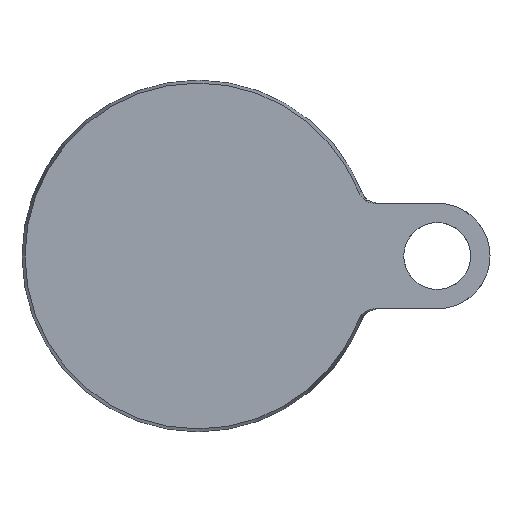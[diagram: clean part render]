
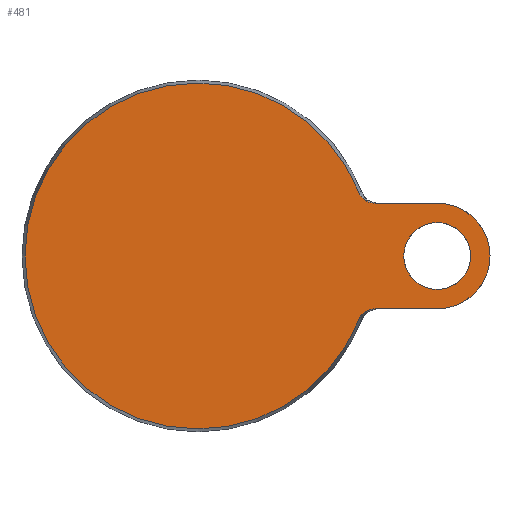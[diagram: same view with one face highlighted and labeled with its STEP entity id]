
A CAD part, front view. The second image highlights one B-rep face of the part: STEP entity #481.
In plain terms, the highlighted planar face has unit normal (0, -1, 0).
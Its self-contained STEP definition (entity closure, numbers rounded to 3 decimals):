
#6 = EDGE_CURVE ( 'NONE', #1031, #1280, #1062, .T. ) ;
#33 = AXIS2_PLACEMENT_3D ( 'NONE', #552, #656, #257 ) ;
#64 = CIRCLE ( 'NONE', #444, 15. ) ;
#68 = CARTESIAN_POINT ( 'NONE',  ( 49.862, 0., -15.019 ) ) ;
#82 = CARTESIAN_POINT ( 'NONE',  ( 46.1, 0., -17.269 ) ) ;
#157 = DIRECTION ( 'NONE',  ( 0., 0., -1. ) ) ;
#176 = VERTEX_POINT ( 'NONE', #1164 ) ;
#189 = ORIENTED_EDGE ( 'NONE', *, *, #1038, .F. ) ;
#197 = CARTESIAN_POINT ( 'NONE',  ( 46.751, 0., 16.495 ) ) ;
#203 = VERTEX_POINT ( 'NONE', #1025 ) ;
#218 = VERTEX_POINT ( 'NONE', #616 ) ;
#231 = AXIS2_PLACEMENT_3D ( 'NONE', #1003, #796, #1216 ) ;
#237 = DIRECTION ( 'NONE',  ( 0., 0., -1. ) ) ;
#242 = CARTESIAN_POINT ( 'NONE',  ( 68., 0., 0. ) ) ;
#243 = DIRECTION ( 'NONE',  ( 0., 1., 0. ) ) ;
#257 = DIRECTION ( 'NONE',  ( 0., 0., 1. ) ) ;
#277 = CARTESIAN_POINT ( 'NONE',  ( 47.952, 0., -15.6 ) ) ;
#279 = CARTESIAN_POINT ( 'NONE',  ( 46.58, 0., 16.677 ) ) ;
#292 = CARTESIAN_POINT ( 'NONE',  ( 47.122, 0., 16.157 ) ) ;
#298 = ORIENTED_EDGE ( 'NONE', *, *, #1024, .T. ) ;
#306 = CIRCLE ( 'NONE', #487, 9.5 ) ;
#317 = CARTESIAN_POINT ( 'NONE',  ( 0., 0., -49.143 ) ) ;
#321 = CARTESIAN_POINT ( 'NONE',  ( 50.366, 0., -15. ) ) ;
#348 = CIRCLE ( 'NONE', #936, 49.143 ) ;
#353 = ORIENTED_EDGE ( 'NONE', *, *, #872, .F. ) ;
#367 = FACE_BOUND ( 'NONE', #1318, .T. ) ;
#370 = CARTESIAN_POINT ( 'NONE',  ( 48.637, 0., -15.295 ) ) ;
#386 = CARTESIAN_POINT ( 'NONE',  ( 47.118, 0., -16.16 ) ) ;
#394 = CARTESIAN_POINT ( 'NONE',  ( 47.314, 0., -16.005 ) ) ;
#398 = CARTESIAN_POINT ( 'NONE',  ( 48.407, 0., 15.384 ) ) ;
#403 = CARTESIAN_POINT ( 'NONE',  ( 45.848, 0., -17.699 ) ) ;
#405 = CARTESIAN_POINT ( 'NONE',  ( 47.322, 0., 16. ) ) ;
#444 = AXIS2_PLACEMENT_3D ( 'NONE', #242, #1119, #237 ) ;
#463 = CARTESIAN_POINT ( 'NONE',  ( 0., 0., 0. ) ) ;
#466 = ORIENTED_EDGE ( 'NONE', *, *, #6, .T. ) ;
#478 = VERTEX_POINT ( 'NONE', #630 ) ;
#481 = ADVANCED_FACE ( 'NONE', ( #1060, #367 ), #1315, .F. ) ;
#487 = AXIS2_PLACEMENT_3D ( 'NONE', #1126, #1014, #1155 ) ;
#493 = CARTESIAN_POINT ( 'NONE',  ( 15., 0., -15. ) ) ;
#501 = EDGE_CURVE ( 'NONE', #1196, #624, #1084, .T. ) ;
#504 = LINE ( 'NONE', #698, #1336 ) ;
#510 = CARTESIAN_POINT ( 'NONE',  ( 48.405, 0., -15.385 ) ) ;
#545 = EDGE_CURVE ( 'NONE', #478, #176, #1233, .T. ) ;
#549 = EDGE_LOOP ( 'NONE', ( #1213, #960, #693, #787, #608, #298, #189, #353 ) ) ;
#552 = CARTESIAN_POINT ( 'NONE',  ( 68., 0., 0. ) ) ;
#567 = CARTESIAN_POINT ( 'NONE',  ( -49.143, 0., 0. ) ) ;
#590 = CARTESIAN_POINT ( 'NONE',  ( 50.366, 0., -15. ) ) ;
#605 = CARTESIAN_POINT ( 'NONE',  ( 45.66, 0., -18.169 ) ) ;
#608 = ORIENTED_EDGE ( 'NONE', *, *, #501, .T. ) ;
#609 = CARTESIAN_POINT ( 'NONE',  ( 50.366, 0., 15. ) ) ;
#616 = CARTESIAN_POINT ( 'NONE',  ( 50.366, 0., 15. ) ) ;
#624 = VERTEX_POINT ( 'NONE', #942 ) ;
#630 = CARTESIAN_POINT ( 'NONE',  ( 45.66, 0., 18.169 ) ) ;
#656 = DIRECTION ( 'NONE',  ( 0., 1., 0. ) ) ;
#667 = DIRECTION ( 'NONE',  ( 0., -1., 0. ) ) ;
#674 = CARTESIAN_POINT ( 'NONE',  ( 0., 0., 0. ) ) ;
#693 = ORIENTED_EDGE ( 'NONE', *, *, #545, .T. ) ;
#694 = DIRECTION ( 'NONE',  ( 0., -1., 0. ) ) ;
#698 = CARTESIAN_POINT ( 'NONE',  ( 15., 0., 15. ) ) ;
#701 = CARTESIAN_POINT ( 'NONE',  ( 49.86, 0., 15. ) ) ;
#712 = EDGE_CURVE ( 'NONE', #218, #478, #944, .T. ) ;
#747 = VERTEX_POINT ( 'NONE', #321 ) ;
#787 = ORIENTED_EDGE ( 'NONE', *, *, #940, .T. ) ;
#796 = DIRECTION ( 'NONE',  ( 0., -1., 0. ) ) ;
#800 = CARTESIAN_POINT ( 'NONE',  ( 49.116, 0., -15.149 ) ) ;
#807 = CARTESIAN_POINT ( 'NONE',  ( 46.575, 0., -16.681 ) ) ;
#810 = AXIS2_PLACEMENT_3D ( 'NONE', #463, #667, #1209 ) ;
#816 = CARTESIAN_POINT ( 'NONE',  ( 49.363, 0., -15.093 ) ) ;
#826 = CARTESIAN_POINT ( 'NONE',  ( 47.955, 0., 15.598 ) ) ;
#829 = LINE ( 'NONE', #493, #887 ) ;
#872 = EDGE_CURVE ( 'NONE', #1043, #203, #64, .T. ) ;
#878 = ORIENTED_EDGE ( 'NONE', *, *, #999, .T. ) ;
#887 = VECTOR ( 'NONE', #1334, 1000. ) ;
#930 = CARTESIAN_POINT ( 'NONE',  ( 46.749, 0., -16.497 ) ) ;
#933 = CARTESIAN_POINT ( 'NONE',  ( 48.644, 0., 15.292 ) ) ;
#936 = AXIS2_PLACEMENT_3D ( 'NONE', #674, #694, #157 ) ;
#938 = CARTESIAN_POINT ( 'NONE',  ( 50.113, 0., -15. ) ) ;
#940 = EDGE_CURVE ( 'NONE', #176, #1196, #348, .T. ) ;
#942 = CARTESIAN_POINT ( 'NONE',  ( 45.66, 0., -18.169 ) ) ;
#944 = B_SPLINE_CURVE_WITH_KNOTS ( 'NONE', 3,
 ( #609, #701, #1368, #933, #398, #826, #1251, #405, #292, #197, #279, #1051, #948, #1375 ),
 .UNSPECIFIED., .F., .F.,
 ( 4, 2, 2, 2, 2, 2, 4 ),
 ( 0., 0.001, 0.002, 0.003, 0.004, 0.004, 0.006 ),
 .UNSPECIFIED. ) ;
#948 = CARTESIAN_POINT ( 'NONE',  ( 45.848, 0., 17.699 ) ) ;
#960 = ORIENTED_EDGE ( 'NONE', *, *, #712, .T. ) ;
#998 = EDGE_CURVE ( 'NONE', #218, #1043, #504, .T. ) ;
#999 = EDGE_CURVE ( 'NONE', #1280, #1031, #306, .T. ) ;
#1003 = CARTESIAN_POINT ( 'NONE',  ( 0., 0., 0. ) ) ;
#1010 = DIRECTION ( 'NONE',  ( 0., 0., 1. ) ) ;
#1014 = DIRECTION ( 'NONE',  ( 0., 1., 0. ) ) ;
#1024 = EDGE_CURVE ( 'NONE', #624, #747, #1359, .T. ) ;
#1025 = CARTESIAN_POINT ( 'NONE',  ( 68., 0., -15. ) ) ;
#1030 = CARTESIAN_POINT ( 'NONE',  ( 47.73, 0., -15.726 ) ) ;
#1031 = VERTEX_POINT ( 'NONE', #1142 ) ;
#1038 = EDGE_CURVE ( 'NONE', #203, #747, #829, .T. ) ;
#1043 = VERTEX_POINT ( 'NONE', #1148 ) ;
#1051 = CARTESIAN_POINT ( 'NONE',  ( 46.108, 0., 17.258 ) ) ;
#1060 = FACE_OUTER_BOUND ( 'NONE', #549, .T. ) ;
#1062 = CIRCLE ( 'NONE', #33, 9.5 ) ;
#1084 = CIRCLE ( 'NONE', #231, 49.143 ) ;
#1119 = DIRECTION ( 'NONE',  ( 0., 1., 0. ) ) ;
#1126 = CARTESIAN_POINT ( 'NONE',  ( 68., 0., 0. ) ) ;
#1142 = CARTESIAN_POINT ( 'NONE',  ( 68., 0., 9.5 ) ) ;
#1148 = CARTESIAN_POINT ( 'NONE',  ( 68., 0., 15. ) ) ;
#1151 = AXIS2_PLACEMENT_3D ( 'NONE', #567, #243, #1010 ) ;
#1155 = DIRECTION ( 'NONE',  ( 0., 0., 1. ) ) ;
#1164 = CARTESIAN_POINT ( 'NONE',  ( 0., 0., 49.143 ) ) ;
#1196 = VERTEX_POINT ( 'NONE', #317 ) ;
#1199 = CARTESIAN_POINT ( 'NONE',  ( 68., 0., -9.5 ) ) ;
#1209 = DIRECTION ( 'NONE',  ( 0., 0., -1. ) ) ;
#1213 = ORIENTED_EDGE ( 'NONE', *, *, #998, .F. ) ;
#1216 = DIRECTION ( 'NONE',  ( 0., 0., -1. ) ) ;
#1233 = CIRCLE ( 'NONE', #810, 49.143 ) ;
#1251 = CARTESIAN_POINT ( 'NONE',  ( 47.738, 0., 15.721 ) ) ;
#1280 = VERTEX_POINT ( 'NONE', #1199 ) ;
#1315 = PLANE ( 'NONE',  #1151 ) ;
#1318 = EDGE_LOOP ( 'NONE', ( #878, #466 ) ) ;
#1334 = DIRECTION ( 'NONE',  ( -1., 0., 0. ) ) ;
#1336 = VECTOR ( 'NONE', #1340, 1000. ) ;
#1340 = DIRECTION ( 'NONE',  ( 1., 0., 0. ) ) ;
#1359 = B_SPLINE_CURVE_WITH_KNOTS ( 'NONE', 3,
 ( #605, #403, #82, #807, #930, #386, #394, #1030, #277, #510, #370, #800, #816, #68, #938, #590 ),
 .UNSPECIFIED., .F., .F.,
 ( 4, 2, 2, 2, 2, 2, 2, 4 ),
 ( 0., 0.001, 0.002, 0.003, 0.004, 0.004, 0.005, 0.006 ),
 .UNSPECIFIED. ) ;
#1368 = CARTESIAN_POINT ( 'NONE',  ( 49.366, 0., 15.074 ) ) ;
#1375 = CARTESIAN_POINT ( 'NONE',  ( 45.66, 0., 18.169 ) ) ;
